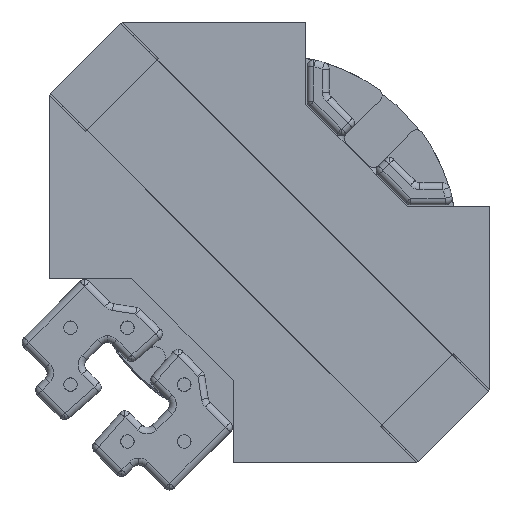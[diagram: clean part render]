
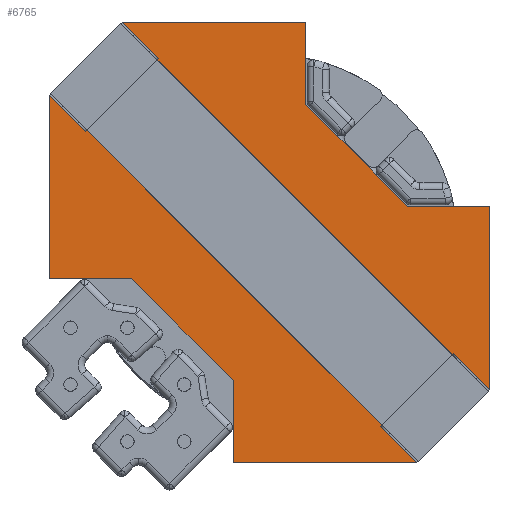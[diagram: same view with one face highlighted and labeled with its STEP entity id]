
A CAD part, front view. The second image highlights one B-rep face of the part: STEP entity #6765.
In plain terms, the highlighted face is planar.
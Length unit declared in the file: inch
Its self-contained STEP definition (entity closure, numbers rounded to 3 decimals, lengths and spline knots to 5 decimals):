
#6 = CARTESIAN_POINT ( 'NONE',  ( 0., -0.22795, 0. ) ) ;
#61 = CARTESIAN_POINT ( 'NONE',  ( 0., 0., -0.22795 ) ) ;
#101 = EDGE_CURVE ( 'NONE', #3967, #5695, #9706, .T. ) ;
#130 = VECTOR ( 'NONE', #8827, 39.37008 ) ;
#243 = ORIENTED_EDGE ( 'NONE', *, *, #431, .T. ) ;
#394 = VECTOR ( 'NONE', #13480, 39.37008 ) ;
#431 = EDGE_CURVE ( 'NONE', #13759, #12371, #9522, .T. ) ;
#620 = CARTESIAN_POINT ( 'NONE',  ( 0., -0.82402, -0.22795 ) ) ;
#683 = LINE ( 'NONE', #2627, #6356 ) ;
#756 = ORIENTED_EDGE ( 'NONE', *, *, #13100, .F. ) ;
#943 = DIRECTION ( 'NONE',  ( 0., -1., 0. ) ) ;
#973 = CARTESIAN_POINT ( 'NONE',  ( 0., -0.09016, -0.22795 ) ) ;
#1116 = LINE ( 'NONE', #61, #4379 ) ;
#1161 = VERTEX_POINT ( 'NONE', #10572 ) ;
#1178 = VERTEX_POINT ( 'NONE', #11675 ) ;
#1495 = CARTESIAN_POINT ( 'NONE',  ( 0., -0.58386, -0.10236 ) ) ;
#1523 = DIRECTION ( 'NONE',  ( -1., 0., 0. ) ) ;
#1587 = DIRECTION ( 'NONE',  ( 0., 0., -1. ) ) ;
#1693 = DIRECTION ( 'NONE',  ( 0., -1., 0. ) ) ;
#1886 = CARTESIAN_POINT ( 'NONE',  ( 0., 0., -0.40984 ) ) ;
#2098 = ORIENTED_EDGE ( 'NONE', *, *, #5057, .T. ) ;
#2133 = VERTEX_POINT ( 'NONE', #5654 ) ;
#2198 = LINE ( 'NONE', #2756, #7874 ) ;
#2225 = ORIENTED_EDGE ( 'NONE', *, *, #4005, .T. ) ;
#2571 = CARTESIAN_POINT ( 'NONE',  ( 0., -0.91417, -0.40984 ) ) ;
#2627 = CARTESIAN_POINT ( 'NONE',  ( 0., -0.33031, -0.10236 ) ) ;
#2662 = ORIENTED_EDGE ( 'NONE', *, *, #10989, .T. ) ;
#2727 = CARTESIAN_POINT ( 'NONE',  ( 0., -0.58386, -0.53543 ) ) ;
#2742 = CARTESIAN_POINT ( 'NONE',  ( 0., -0.22795, -0.6378 ) ) ;
#2756 = CARTESIAN_POINT ( 'NONE',  ( 0., -0.22795, -0.6378 ) ) ;
#2838 = CARTESIAN_POINT ( 'NONE',  ( 0., -0.33031, -0.53543 ) ) ;
#2884 = VECTOR ( 'NONE', #8088, 39.37008 ) ;
#2912 = ORIENTED_EDGE ( 'NONE', *, *, #3543, .T. ) ;
#3231 = FACE_OUTER_BOUND ( 'NONE', #10127, .T. ) ;
#3254 = EDGE_CURVE ( 'NONE', #1161, #12371, #5121, .T. ) ;
#3345 = VECTOR ( 'NONE', #12624, 39.37008 ) ;
#3396 = LINE ( 'NONE', #8171, #7859 ) ;
#3543 = EDGE_CURVE ( 'NONE', #5902, #3613, #2198, .T. ) ;
#3613 = VERTEX_POINT ( 'NONE', #11647 ) ;
#3738 = LINE ( 'NONE', #5907, #10443 ) ;
#3788 = VERTEX_POINT ( 'NONE', #973 ) ;
#3881 = LINE ( 'NONE', #620, #4911 ) ;
#3967 = VERTEX_POINT ( 'NONE', #11205 ) ;
#4005 = EDGE_CURVE ( 'NONE', #3788, #12197, #3396, .T. ) ;
#4012 = VECTOR ( 'NONE', #13107, 39.37008 ) ;
#4096 = DIRECTION ( 'NONE',  ( 0., -0.707, 0.707 ) ) ;
#4314 = CARTESIAN_POINT ( 'NONE',  ( 0., -0.68622, -0.6378 ) ) ;
#4379 = VECTOR ( 'NONE', #943, 39.37008 ) ;
#4816 = DIRECTION ( 'NONE',  ( 0., 1., 0. ) ) ;
#4833 = ORIENTED_EDGE ( 'NONE', *, *, #7800, .T. ) ;
#4911 = VECTOR ( 'NONE', #10144, 39.37008 ) ;
#5057 = EDGE_CURVE ( 'NONE', #12956, #14059, #683, .T. ) ;
#5121 = LINE ( 'NONE', #9872, #130 ) ;
#5425 = LINE ( 'NONE', #8026, #12824 ) ;
#5502 = EDGE_CURVE ( 'NONE', #14014, #13759, #6000, .T. ) ;
#5654 = CARTESIAN_POINT ( 'NONE',  ( 0., 0., -0.40984 ) ) ;
#5695 = VERTEX_POINT ( 'NONE', #6737 ) ;
#5902 = VERTEX_POINT ( 'NONE', #2742 ) ;
#5907 = CARTESIAN_POINT ( 'NONE',  ( 0., 0., -0.40984 ) ) ;
#6000 = LINE ( 'NONE', #10834, #10477 ) ;
#6060 = LINE ( 'NONE', #1886, #8833 ) ;
#6356 = VECTOR ( 'NONE', #4816, 39.37008 ) ;
#6416 = ORIENTED_EDGE ( 'NONE', *, *, #101, .T. ) ;
#6455 = ORIENTED_EDGE ( 'NONE', *, *, #7738, .F. ) ;
#6737 = CARTESIAN_POINT ( 'NONE',  ( 0., -0.68622, 0. ) ) ;
#6765 = ADVANCED_FACE ( 'NONE', ( #3231 ), #8095, .T. ) ;
#7046 = DIRECTION ( 'NONE',  ( 0., -1., 0. ) ) ;
#7303 = CARTESIAN_POINT ( 'NONE',  ( 0., -0.91417, -0.22795 ) ) ;
#7421 = ORIENTED_EDGE ( 'NONE', *, *, #10778, .T. ) ;
#7738 = EDGE_CURVE ( 'NONE', #8098, #1161, #3881, .T. ) ;
#7786 = CARTESIAN_POINT ( 'NONE',  ( 0., -0.22795, 0. ) ) ;
#7800 = EDGE_CURVE ( 'NONE', #13405, #1178, #5425, .T. ) ;
#7859 = VECTOR ( 'NONE', #1587, 39.37008 ) ;
#7862 = LINE ( 'NONE', #7303, #9413 ) ;
#7874 = VECTOR ( 'NONE', #4096, 39.37008 ) ;
#8026 = CARTESIAN_POINT ( 'NONE',  ( 0., 0., -0.22795 ) ) ;
#8088 = DIRECTION ( 'NONE',  ( 0., 0.707, -0.707 ) ) ;
#8095 = PLANE ( 'NONE',  #10559 ) ;
#8098 = VERTEX_POINT ( 'NONE', #9890 ) ;
#8171 = CARTESIAN_POINT ( 'NONE',  ( 0., -0.09016, -0.22795 ) ) ;
#8334 = ORIENTED_EDGE ( 'NONE', *, *, #5502, .T. ) ;
#8517 = DIRECTION ( 'NONE',  ( 0., -1., 0. ) ) ;
#8526 = ORIENTED_EDGE ( 'NONE', *, *, #3254, .F. ) ;
#8760 = DIRECTION ( 'NONE',  ( 0., -0.707, -0.707 ) ) ;
#8827 = DIRECTION ( 'NONE',  ( 0., -1., 0. ) ) ;
#8833 = VECTOR ( 'NONE', #1693, 39.37008 ) ;
#9138 = DIRECTION ( 'NONE',  ( 0., 0.707, -0.707 ) ) ;
#9248 = LINE ( 'NONE', #9378, #2884 ) ;
#9378 = CARTESIAN_POINT ( 'NONE',  ( 0., -0.68622, 0. ) ) ;
#9413 = VECTOR ( 'NONE', #8517, 39.37008 ) ;
#9522 = LINE ( 'NONE', #2571, #394 ) ;
#9555 = EDGE_CURVE ( 'NONE', #3613, #14014, #12610, .T. ) ;
#9706 = LINE ( 'NONE', #12532, #3345 ) ;
#9872 = CARTESIAN_POINT ( 'NONE',  ( 0., -0.91417, -0.40984 ) ) ;
#9890 = CARTESIAN_POINT ( 'NONE',  ( 0., -0.82402, -0.22795 ) ) ;
#10127 = EDGE_LOOP ( 'NONE', ( #6455, #2662, #6416, #7421, #2098, #12825, #4833, #12131, #2225, #756, #11092, #2912, #11073, #8334, #243, #8526 ) ) ;
#10144 = DIRECTION ( 'NONE',  ( 0., 0., -1. ) ) ;
#10195 = DIRECTION ( 'NONE',  ( 0., -0.707, -0.707 ) ) ;
#10443 = VECTOR ( 'NONE', #10195, 39.37008 ) ;
#10477 = VECTOR ( 'NONE', #8760, 39.37008 ) ;
#10524 = DIRECTION ( 'NONE',  ( 0., -1., 0. ) ) ;
#10559 = AXIS2_PLACEMENT_3D ( 'NONE', #13757, #1523, #7046 ) ;
#10572 = CARTESIAN_POINT ( 'NONE',  ( 0., -0.82402, -0.40984 ) ) ;
#10623 = EDGE_CURVE ( 'NONE', #14059, #13405, #13822, .T. ) ;
#10778 = EDGE_CURVE ( 'NONE', #5695, #12956, #9248, .T. ) ;
#10834 = CARTESIAN_POINT ( 'NONE',  ( 0., -0.68622, -0.6378 ) ) ;
#10989 = EDGE_CURVE ( 'NONE', #8098, #3967, #7862, .T. ) ;
#11069 = VECTOR ( 'NONE', #10524, 39.37008 ) ;
#11073 = ORIENTED_EDGE ( 'NONE', *, *, #9555, .T. ) ;
#11092 = ORIENTED_EDGE ( 'NONE', *, *, #11364, .T. ) ;
#11205 = CARTESIAN_POINT ( 'NONE',  ( 0., -0.91417, -0.22795 ) ) ;
#11364 = EDGE_CURVE ( 'NONE', #2133, #5902, #3738, .T. ) ;
#11647 = CARTESIAN_POINT ( 'NONE',  ( 0., -0.33031, -0.53543 ) ) ;
#11675 = CARTESIAN_POINT ( 'NONE',  ( 0., 0., -0.22795 ) ) ;
#12131 = ORIENTED_EDGE ( 'NONE', *, *, #12188, .T. ) ;
#12188 = EDGE_CURVE ( 'NONE', #1178, #3788, #1116, .T. ) ;
#12197 = VERTEX_POINT ( 'NONE', #14151 ) ;
#12371 = VERTEX_POINT ( 'NONE', #13671 ) ;
#12532 = CARTESIAN_POINT ( 'NONE',  ( 0., -0.91417, -0.22795 ) ) ;
#12610 = LINE ( 'NONE', #2838, #11069 ) ;
#12624 = DIRECTION ( 'NONE',  ( 0., 0.707, 0.707 ) ) ;
#12824 = VECTOR ( 'NONE', #9138, 39.37008 ) ;
#12825 = ORIENTED_EDGE ( 'NONE', *, *, #10623, .T. ) ;
#12956 = VERTEX_POINT ( 'NONE', #1495 ) ;
#13100 = EDGE_CURVE ( 'NONE', #2133, #12197, #6060, .T. ) ;
#13107 = DIRECTION ( 'NONE',  ( 0., 0.707, 0.707 ) ) ;
#13405 = VERTEX_POINT ( 'NONE', #7786 ) ;
#13480 = DIRECTION ( 'NONE',  ( 0., -0.707, 0.707 ) ) ;
#13671 = CARTESIAN_POINT ( 'NONE',  ( 0., -0.91417, -0.40984 ) ) ;
#13757 = CARTESIAN_POINT ( 'NONE',  ( 0., 0., -0.6378 ) ) ;
#13759 = VERTEX_POINT ( 'NONE', #4314 ) ;
#13771 = CARTESIAN_POINT ( 'NONE',  ( 0., -0.33031, -0.10236 ) ) ;
#13822 = LINE ( 'NONE', #6, #4012 ) ;
#14014 = VERTEX_POINT ( 'NONE', #2727 ) ;
#14059 = VERTEX_POINT ( 'NONE', #13771 ) ;
#14151 = CARTESIAN_POINT ( 'NONE',  ( 0., -0.09016, -0.40984 ) ) ;
